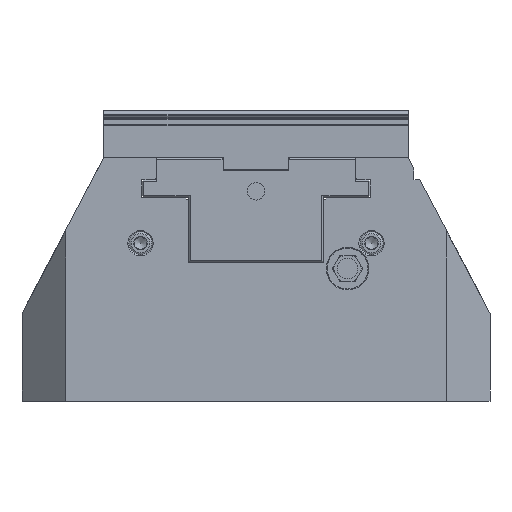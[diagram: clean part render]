
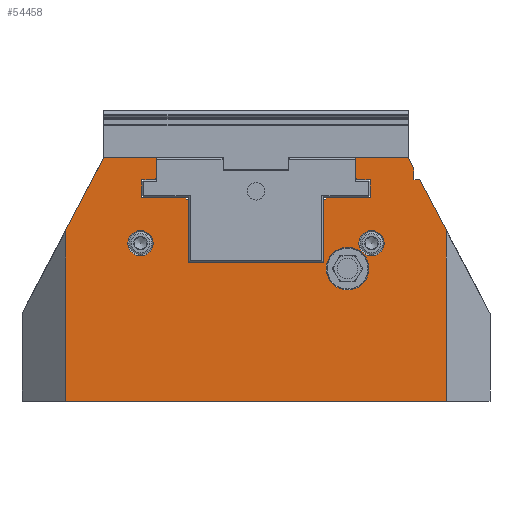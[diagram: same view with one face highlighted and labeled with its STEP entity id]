
A CAD part, front view. The second image highlights one B-rep face of the part: STEP entity #54458.
In plain terms, the highlighted planar face has unit normal (0, -1, 0).
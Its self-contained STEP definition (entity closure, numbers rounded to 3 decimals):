
#1172=LINE('',#72178,#4580);
#1175=LINE('',#72183,#4583);
#1178=LINE('',#72188,#4586);
#1181=LINE('',#72194,#4589);
#1184=LINE('',#72200,#4592);
#1186=LINE('',#72204,#4594);
#1188=LINE('',#72208,#4596);
#1190=LINE('',#72212,#4598);
#1192=LINE('',#72216,#4600);
#1195=LINE('',#72222,#4603);
#1196=LINE('',#72224,#4604);
#1201=LINE('',#72234,#4609);
#1202=LINE('',#72236,#4610);
#1206=LINE('',#72269,#4614);
#1212=LINE('',#72301,#4620);
#1225=LINE('',#72341,#4633);
#1237=LINE('',#72367,#4645);
#1249=LINE('',#72393,#4657);
#1250=LINE('',#72395,#4658);
#1251=LINE('',#72397,#4659);
#1252=LINE('',#72398,#4660);
#1253=LINE('',#72399,#4661);
#1254=LINE('',#72400,#4662);
#1255=LINE('',#72402,#4663);
#1256=LINE('',#72404,#4664);
#4580=VECTOR('',#61123,1000.);
#4583=VECTOR('',#61128,1000.);
#4586=VECTOR('',#61133,1000.);
#4589=VECTOR('',#61138,1000.);
#4592=VECTOR('',#61143,1000.);
#4594=VECTOR('',#61147,1000.);
#4596=VECTOR('',#61151,1000.);
#4598=VECTOR('',#61155,1000.);
#4600=VECTOR('',#61159,1000.);
#4603=VECTOR('',#61164,1000.);
#4604=VECTOR('',#61167,1000.);
#4609=VECTOR('',#61174,1000.);
#4610=VECTOR('',#61177,1000.);
#4614=VECTOR('',#61213,1000.);
#4620=VECTOR('',#61245,1000.);
#4633=VECTOR('',#61278,1000.);
#4645=VECTOR('',#61298,1000.);
#4657=VECTOR('',#61316,1000.);
#4658=VECTOR('',#61317,1000.);
#4659=VECTOR('',#61318,1000.);
#4660=VECTOR('',#61319,1000.);
#4661=VECTOR('',#61320,1000.);
#4662=VECTOR('',#61321,1000.);
#4663=VECTOR('',#61322,1000.);
#4664=VECTOR('',#61323,1000.);
#8390=PLANE('',#57010);
#10463=ORIENTED_EDGE('',*,*,#21123,.T.);
#10464=ORIENTED_EDGE('',*,*,#21124,.T.);
#10465=ORIENTED_EDGE('',*,*,#21051,.T.);
#10466=ORIENTED_EDGE('',*,*,#21049,.T.);
#10467=ORIENTED_EDGE('',*,*,#21048,.T.);
#10468=ORIENTED_EDGE('',*,*,#21125,.T.);
#10469=ORIENTED_EDGE('',*,*,#21126,.F.);
#10470=ORIENTED_EDGE('',*,*,#21127,.T.);
#10471=ORIENTED_EDGE('',*,*,#21097,.T.);
#10472=ORIENTED_EDGE('',*,*,#21128,.T.);
#10473=ORIENTED_EDGE('',*,*,#21063,.T.);
#10474=ORIENTED_EDGE('',*,*,#21043,.T.);
#10475=ORIENTED_EDGE('',*,*,#21042,.T.);
#10476=ORIENTED_EDGE('',*,*,#21039,.T.);
#10477=ORIENTED_EDGE('',*,*,#21037,.T.);
#10478=ORIENTED_EDGE('',*,*,#21035,.T.);
#10479=ORIENTED_EDGE('',*,*,#21033,.T.);
#10480=ORIENTED_EDGE('',*,*,#21031,.T.);
#10481=ORIENTED_EDGE('',*,*,#21077,.T.);
#10482=ORIENTED_EDGE('',*,*,#21129,.T.);
#10483=ORIENTED_EDGE('',*,*,#21111,.T.);
#10484=ORIENTED_EDGE('',*,*,#21130,.T.);
#10485=ORIENTED_EDGE('',*,*,#21131,.F.);
#10486=ORIENTED_EDGE('',*,*,#21132,.F.);
#10487=ORIENTED_EDGE('',*,*,#21028,.T.);
#10488=ORIENTED_EDGE('',*,*,#21025,.T.);
#10489=ORIENTED_EDGE('',*,*,#21022,.T.);
#10490=ORIENTED_EDGE('',*,*,#21019,.T.);
#21019=EDGE_CURVE('',#26453,#26452,#1172,.T.);
#21022=EDGE_CURVE('',#26454,#26453,#1175,.T.);
#21025=EDGE_CURVE('',#26455,#26454,#1178,.T.);
#21028=EDGE_CURVE('',#26456,#26455,#1181,.T.);
#21031=EDGE_CURVE('',#26459,#26458,#1184,.T.);
#21033=EDGE_CURVE('',#26460,#26459,#1186,.F.);
#21035=EDGE_CURVE('',#26461,#26460,#1188,.T.);
#21037=EDGE_CURVE('',#26462,#26461,#1190,.T.);
#21039=EDGE_CURVE('',#26463,#26462,#1192,.T.);
#21042=EDGE_CURVE('',#26464,#26463,#1195,.F.);
#21043=EDGE_CURVE('',#26465,#26464,#1196,.T.);
#21048=EDGE_CURVE('',#26467,#26468,#1201,.T.);
#21049=EDGE_CURVE('',#26452,#26467,#1202,.T.);
#21051=EDGE_CURVE('',#26470,#26470,#30163,.T.);
#21063=EDGE_CURVE('',#26482,#26465,#1206,.T.);
#21077=EDGE_CURVE('',#26458,#26494,#1212,.T.);
#21097=EDGE_CURVE('',#26512,#26511,#1225,.F.);
#21111=EDGE_CURVE('',#26522,#26521,#1237,.F.);
#21123=EDGE_CURVE('',#26531,#26531,#30189,.T.);
#21124=EDGE_CURVE('',#26532,#26532,#30190,.T.);
#21125=EDGE_CURVE('',#26468,#26533,#1249,.T.);
#21126=EDGE_CURVE('',#26534,#26533,#1250,.T.);
#21127=EDGE_CURVE('',#26534,#26512,#1251,.T.);
#21128=EDGE_CURVE('',#26511,#26482,#1252,.T.);
#21129=EDGE_CURVE('',#26494,#26522,#1253,.T.);
#21130=EDGE_CURVE('',#26521,#26535,#1254,.T.);
#21131=EDGE_CURVE('',#26536,#26535,#1255,.T.);
#21132=EDGE_CURVE('',#26456,#26536,#1256,.T.);
#26452=VERTEX_POINT('',#72177);
#26453=VERTEX_POINT('',#72179);
#26454=VERTEX_POINT('',#72184);
#26455=VERTEX_POINT('',#72189);
#26456=VERTEX_POINT('',#72193);
#26458=VERTEX_POINT('',#72199);
#26459=VERTEX_POINT('',#72201);
#26460=VERTEX_POINT('',#72205);
#26461=VERTEX_POINT('',#72209);
#26462=VERTEX_POINT('',#72213);
#26463=VERTEX_POINT('',#72217);
#26464=VERTEX_POINT('',#72221);
#26465=VERTEX_POINT('',#72225);
#26467=VERTEX_POINT('',#72231);
#26468=VERTEX_POINT('',#72233);
#26470=VERTEX_POINT('',#72241);
#26482=VERTEX_POINT('',#72270);
#26494=VERTEX_POINT('',#72300);
#26511=VERTEX_POINT('',#72340);
#26512=VERTEX_POINT('',#72342);
#26521=VERTEX_POINT('',#72366);
#26522=VERTEX_POINT('',#72368);
#26531=VERTEX_POINT('',#72390);
#26532=VERTEX_POINT('',#72392);
#26533=VERTEX_POINT('',#72394);
#26534=VERTEX_POINT('',#72396);
#26535=VERTEX_POINT('',#72401);
#26536=VERTEX_POINT('',#72403);
#30163=CIRCLE('',#56969,7.3);
#30189=CIRCLE('',#57011,4.324);
#30190=CIRCLE('',#57012,4.324);
#31625=EDGE_LOOP('',(#10463));
#31626=EDGE_LOOP('',(#10464));
#31627=EDGE_LOOP('',(#10465));
#31628=EDGE_LOOP('',(#10466,#10467,#10468,#10469,#10470,#10471,#10472,#10473,
#10474,#10475,#10476,#10477,#10478,#10479,#10480,#10481,#10482,#10483,#10484,
#10485,#10486,#10487,#10488,#10489,#10490));
#34704=FACE_BOUND('',#31625,.T.);
#34705=FACE_BOUND('',#31626,.T.);
#34706=FACE_BOUND('',#31627,.T.);
#34707=FACE_BOUND('',#31628,.T.);
#54458=ADVANCED_FACE('',(#34704,#34705,#34706,#34707),#8390,.F.);
#56969=AXIS2_PLACEMENT_3D('',#72240,#61182,#61183);
#57010=AXIS2_PLACEMENT_3D('',#72388,#61310,#61311);
#57011=AXIS2_PLACEMENT_3D('',#72389,#61312,#61313);
#57012=AXIS2_PLACEMENT_3D('',#72391,#61314,#61315);
#61123=DIRECTION('',(-0.466,0.,0.885));
#61128=DIRECTION('',(0.,0.,1.));
#61133=DIRECTION('',(1.,0.,0.));
#61138=DIRECTION('',(0.,0.,-1.));
#61143=DIRECTION('',(-1.,0.,0.));
#61147=DIRECTION('',(0.707,0.,-0.707));
#61151=DIRECTION('',(0.,0.,1.));
#61155=DIRECTION('',(-1.,0.,0.));
#61159=DIRECTION('',(0.,0.,-1.));
#61164=DIRECTION('',(0.707,0.,0.707));
#61167=DIRECTION('',(-1.,0.,0.));
#61174=DIRECTION('',(0.,0.,1.));
#61177=DIRECTION('',(-1.,0.,0.));
#61182=DIRECTION('',(0.,1.,0.));
#61183=DIRECTION('',(0.,0.,1.));
#61213=DIRECTION('',(0.,0.,-1.));
#61245=DIRECTION('',(0.,0.,1.));
#61278=DIRECTION('',(-0.707,0.,0.707));
#61298=DIRECTION('',(-0.707,0.,-0.707));
#61310=DIRECTION('',(0.,1.,0.));
#61311=DIRECTION('',(0.,0.,1.));
#61312=DIRECTION('',(0.,1.,0.));
#61313=DIRECTION('',(1.,0.,0.));
#61314=DIRECTION('',(0.,1.,0.));
#61315=DIRECTION('',(1.,0.,0.));
#61316=DIRECTION('',(-0.466,0.,0.885));
#61317=DIRECTION('',(1.,0.,0.));
#61318=DIRECTION('',(0.,0.,-1.));
#61319=DIRECTION('',(1.,0.,0.));
#61320=DIRECTION('',(1.,0.,0.));
#61321=DIRECTION('',(0.,0.,1.));
#61322=DIRECTION('',(1.,0.,0.));
#61323=DIRECTION('',(0.466,0.,0.885));
#72177=CARTESIAN_POINT('',(55.947,-80.,75.7));
#72178=CARTESIAN_POINT('',(80.,-80.,30.));
#72179=CARTESIAN_POINT('',(65.,-80.,58.5));
#72183=CARTESIAN_POINT('',(65.,-80.,83.2));
#72184=CARTESIAN_POINT('',(65.,-80.,0.));
#72188=CARTESIAN_POINT('',(-80.,-80.,0.));
#72189=CARTESIAN_POINT('',(-65.,-80.,0.));
#72193=CARTESIAN_POINT('',(-65.,-80.,58.5));
#72194=CARTESIAN_POINT('',(-65.,-80.,83.2));
#72199=CARTESIAN_POINT('',(-39.08,-80.,69.57));
#72200=CARTESIAN_POINT('',(-39.08,-80.,69.57));
#72201=CARTESIAN_POINT('',(-24.1,-80.,69.57));
#72204=CARTESIAN_POINT('',(-23.1,-80.,68.57));
#72205=CARTESIAN_POINT('',(-23.1,-80.,68.57));
#72208=CARTESIAN_POINT('',(-23.1,-80.,47.3));
#72209=CARTESIAN_POINT('',(-23.1,-80.,47.3));
#72212=CARTESIAN_POINT('',(-23.1,-80.,47.3));
#72213=CARTESIAN_POINT('',(23.1,-80.,47.3));
#72216=CARTESIAN_POINT('',(23.1,-80.,47.3));
#72217=CARTESIAN_POINT('',(23.1,-80.,68.57));
#72221=CARTESIAN_POINT('',(24.1,-80.,69.57));
#72222=CARTESIAN_POINT('',(24.1,-80.,69.57));
#72224=CARTESIAN_POINT('',(39.12,-80.,69.57));
#72225=CARTESIAN_POINT('',(39.12,-80.,69.57));
#72231=CARTESIAN_POINT('',(54.,-80.,75.7));
#72233=CARTESIAN_POINT('',(54.,-80.,79.4));
#72234=CARTESIAN_POINT('',(54.,-80.,83.2));
#72236=CARTESIAN_POINT('',(-80.,-80.,75.7));
#72240=CARTESIAN_POINT('',(31.3,-80.,45.3));
#72241=CARTESIAN_POINT('',(31.3,-80.,52.6));
#72269=CARTESIAN_POINT('',(39.12,-80.,75.7));
#72270=CARTESIAN_POINT('',(39.12,-80.,75.7));
#72300=CARTESIAN_POINT('',(-39.08,-80.,75.7));
#72301=CARTESIAN_POINT('',(-39.08,-80.,75.7));
#72340=CARTESIAN_POINT('',(35.02,-80.,75.7));
#72341=CARTESIAN_POINT('',(34.02,-80.,76.7));
#72342=CARTESIAN_POINT('',(34.02,-80.,76.7));
#72366=CARTESIAN_POINT('',(-34.02,-80.,76.7));
#72367=CARTESIAN_POINT('',(-35.02,-80.,75.7));
#72368=CARTESIAN_POINT('',(-35.02,-80.,75.7));
#72388=CARTESIAN_POINT('',(-80.,-80.,83.2));
#72389=CARTESIAN_POINT('',(39.5,-80.,54.));
#72390=CARTESIAN_POINT('',(43.824,-80.,54.));
#72391=CARTESIAN_POINT('',(-39.5,-80.,54.));
#72392=CARTESIAN_POINT('',(-35.177,-80.,54.));
#72393=CARTESIAN_POINT('',(80.,-80.,30.));
#72394=CARTESIAN_POINT('',(52.,-80.,83.2));
#72395=CARTESIAN_POINT('',(-80.,-80.,83.2));
#72396=CARTESIAN_POINT('',(34.02,-80.,83.2));
#72397=CARTESIAN_POINT('',(34.02,-80.,83.2));
#72398=CARTESIAN_POINT('',(34.02,-80.,75.7));
#72399=CARTESIAN_POINT('',(-34.02,-80.,75.7));
#72400=CARTESIAN_POINT('',(-34.02,-80.,83.2));
#72401=CARTESIAN_POINT('',(-34.02,-80.,83.2));
#72402=CARTESIAN_POINT('',(-80.,-80.,83.2));
#72403=CARTESIAN_POINT('',(-52.,-80.,83.2));
#72404=CARTESIAN_POINT('',(-80.,-80.,30.));
